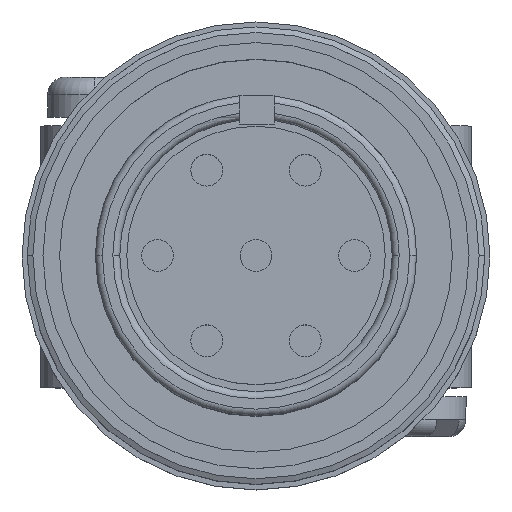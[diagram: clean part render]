
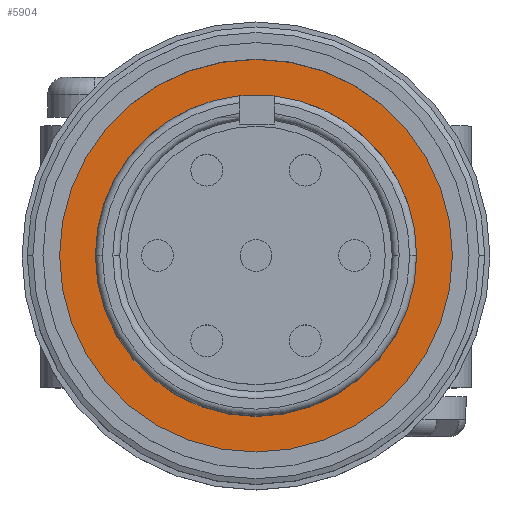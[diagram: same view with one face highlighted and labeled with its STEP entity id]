
A CAD part, top view. The second image highlights one B-rep face of the part: STEP entity #5904.
In plain terms, the highlighted planar face has unit normal (0, 0, 1).
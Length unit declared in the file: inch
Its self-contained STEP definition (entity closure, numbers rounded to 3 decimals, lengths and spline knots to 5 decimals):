
#202 = EDGE_LOOP ( 'NONE', ( #7345, #7365 ) ) ;
#254 = EDGE_LOOP ( 'NONE', ( #7368, #7361 ) ) ;
#382 = CARTESIAN_POINT ( 'NONE',  ( -0.5625, 0., 3.84706 ) ) ;
#408 = CARTESIAN_POINT ( 'NONE',  ( 0.46, 0., 3.84706 ) ) ;
#790 = CARTESIAN_POINT ( 'NONE',  ( 0., 0., 3.84706 ) ) ;
#791 = DIRECTION ( 'NONE',  ( 0., 0., -1. ) ) ;
#792 = DIRECTION ( 'NONE',  ( -1., 0., 0. ) ) ;
#794 = CARTESIAN_POINT ( 'NONE',  ( 0., 0., 3.84706 ) ) ;
#795 = DIRECTION ( 'NONE',  ( 0., 0., -1. ) ) ;
#796 = DIRECTION ( 'NONE',  ( -1., 0., 0. ) ) ;
#1103 = CARTESIAN_POINT ( 'NONE',  ( 0., 0., 3.84706 ) ) ;
#1104 = DIRECTION ( 'NONE',  ( 0., 0., -1. ) ) ;
#1105 = DIRECTION ( 'NONE',  ( -1., 0., 0. ) ) ;
#1122 = CARTESIAN_POINT ( 'NONE',  ( 0., 0., 3.84706 ) ) ;
#1123 = DIRECTION ( 'NONE',  ( 0., 0., -1. ) ) ;
#1124 = DIRECTION ( 'NONE',  ( -1., 0., 0. ) ) ;
#2126 = AXIS2_PLACEMENT_3D ( 'NONE', #3362, #3367, #3368 ) ;
#2623 = FACE_BOUND ( 'NONE', #202, .T. ) ;
#2627 = FACE_OUTER_BOUND ( 'NONE', #254, .T. ) ;
#3360 = PLANE ( 'NONE',  #2126 ) ;
#3362 = CARTESIAN_POINT ( 'NONE',  ( -0.5625, 0., 3.84706 ) ) ;
#3367 = DIRECTION ( 'NONE',  ( 0., 0., 1. ) ) ;
#3368 = DIRECTION ( 'NONE',  ( 1., 0., 0. ) ) ;
#3427 = CARTESIAN_POINT ( 'NONE',  ( 0.5625, 0., 3.84706 ) ) ;
#3489 = CARTESIAN_POINT ( 'NONE',  ( -0.46, 0., 3.84706 ) ) ;
#3921 = VERTEX_POINT ( 'NONE', #408 ) ;
#3980 = VERTEX_POINT ( 'NONE', #382 ) ;
#5175 = EDGE_CURVE ( 'NONE', #3980, #6881, #10930, .T. ) ;
#5178 = EDGE_CURVE ( 'NONE', #3921, #7647, #10974, .T. ) ;
#5333 = EDGE_CURVE ( 'NONE', #7647, #3921, #10457, .T. ) ;
#5341 = EDGE_CURVE ( 'NONE', #6881, #3980, #10237, .T. ) ;
#5904 = ADVANCED_FACE ( 'NONE', ( #2623, #2627 ), #3360, .T. ) ;
#6234 = AXIS2_PLACEMENT_3D ( 'NONE', #790, #791, #792 ) ;
#6235 = AXIS2_PLACEMENT_3D ( 'NONE', #794, #795, #796 ) ;
#6309 = AXIS2_PLACEMENT_3D ( 'NONE', #1103, #1104, #1105 ) ;
#6313 = AXIS2_PLACEMENT_3D ( 'NONE', #1122, #1123, #1124 ) ;
#6881 = VERTEX_POINT ( 'NONE', #3427 ) ;
#7345 = ORIENTED_EDGE ( 'NONE', *, *, #5333, .T. ) ;
#7361 = ORIENTED_EDGE ( 'NONE', *, *, #5341, .F. ) ;
#7365 = ORIENTED_EDGE ( 'NONE', *, *, #5178, .T. ) ;
#7368 = ORIENTED_EDGE ( 'NONE', *, *, #5175, .F. ) ;
#7647 = VERTEX_POINT ( 'NONE', #3489 ) ;
#10237 = CIRCLE ( 'NONE', #6313, 0.5625 ) ;
#10457 = CIRCLE ( 'NONE', #6309, 0.46 ) ;
#10930 = CIRCLE ( 'NONE', #6234, 0.5625 ) ;
#10974 = CIRCLE ( 'NONE', #6235, 0.46 ) ;
